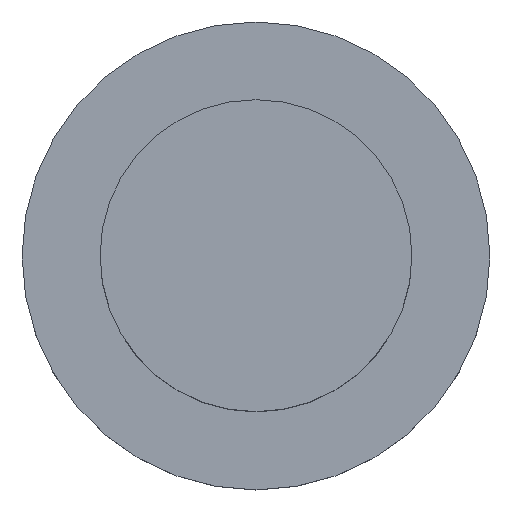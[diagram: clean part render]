
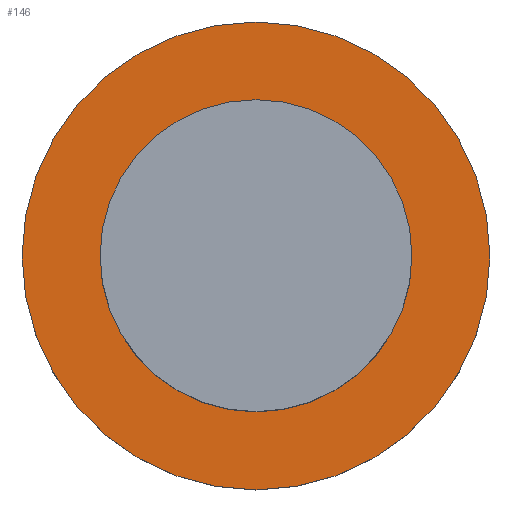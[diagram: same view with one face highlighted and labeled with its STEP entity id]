
A CAD part, top view. The second image highlights one B-rep face of the part: STEP entity #146.
In plain terms, the highlighted planar face has unit normal (0, 0, 1).
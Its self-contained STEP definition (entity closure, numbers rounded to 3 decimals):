
#81=CARTESIAN_POINT('Axis2P3D Location',(0.,0.,7.)) ;
#85=CARTESIAN_POINT('Vertex',(-5.,0.,7.)) ;
#87=CARTESIAN_POINT('Vertex',(5.,0.,7.)) ;
#107=CARTESIAN_POINT('Axis2P3D Location',(0.,0.,7.)) ;
#119=CARTESIAN_POINT('Axis2P3D Location',(0.,0.,7.)) ;
#124=CARTESIAN_POINT('Axis2P3D Location',(0.,0.,7.)) ;
#128=CARTESIAN_POINT('Vertex',(7.5,0.,7.)) ;
#130=CARTESIAN_POINT('Vertex',(-7.5,0.,7.)) ;
#133=CARTESIAN_POINT('Axis2P3D Location',(0.,0.,7.)) ;
#82=DIRECTION('Axis2P3D Direction',(0.,0.,1.)) ;
#108=DIRECTION('Axis2P3D Direction',(0.,0.,1.)) ;
#120=DIRECTION('Axis2P3D Direction',(0.,0.,1.)) ;
#121=DIRECTION('Axis2P3D XDirection',(1.,0.,0.)) ;
#125=DIRECTION('Axis2P3D Direction',(0.,0.,1.)) ;
#134=DIRECTION('Axis2P3D Direction',(0.,0.,1.)) ;
#83=AXIS2_PLACEMENT_3D('Circle Axis2P3D',#81,#82,$) ;
#109=AXIS2_PLACEMENT_3D('Circle Axis2P3D',#107,#108,$) ;
#122=AXIS2_PLACEMENT_3D('Plane Axis2P3D',#119,#120,#121) ;
#126=AXIS2_PLACEMENT_3D('Circle Axis2P3D',#124,#125,$) ;
#135=AXIS2_PLACEMENT_3D('Circle Axis2P3D',#133,#134,$) ;
#139=ORIENTED_EDGE('',*,*,#132,.T.) ;
#140=ORIENTED_EDGE('',*,*,#137,.T.) ;
#143=ORIENTED_EDGE('',*,*,#89,.F.) ;
#144=ORIENTED_EDGE('',*,*,#111,.F.) ;
#145=FACE_BOUND('',#142,.T.) ;
#146=ADVANCED_FACE('Corps principal',(#141,#145),#123,.T.) ;
#84=CIRCLE('generated circle',#83,5.) ;
#110=CIRCLE('generated circle',#109,5.) ;
#127=CIRCLE('generated circle',#126,7.5) ;
#136=CIRCLE('generated circle',#135,7.5) ;
#89=EDGE_CURVE('',#86,#88,#84,.T.) ;
#111=EDGE_CURVE('',#88,#86,#110,.T.) ;
#132=EDGE_CURVE('',#129,#131,#127,.T.) ;
#137=EDGE_CURVE('',#131,#129,#136,.T.) ;
#138=EDGE_LOOP('',(#139,#140)) ;
#142=EDGE_LOOP('',(#143,#144)) ;
#141=FACE_OUTER_BOUND('',#138,.T.) ;
#123=PLANE('Plane',#122) ;
#86=VERTEX_POINT('',#85) ;
#88=VERTEX_POINT('',#87) ;
#129=VERTEX_POINT('',#128) ;
#131=VERTEX_POINT('',#130) ;
